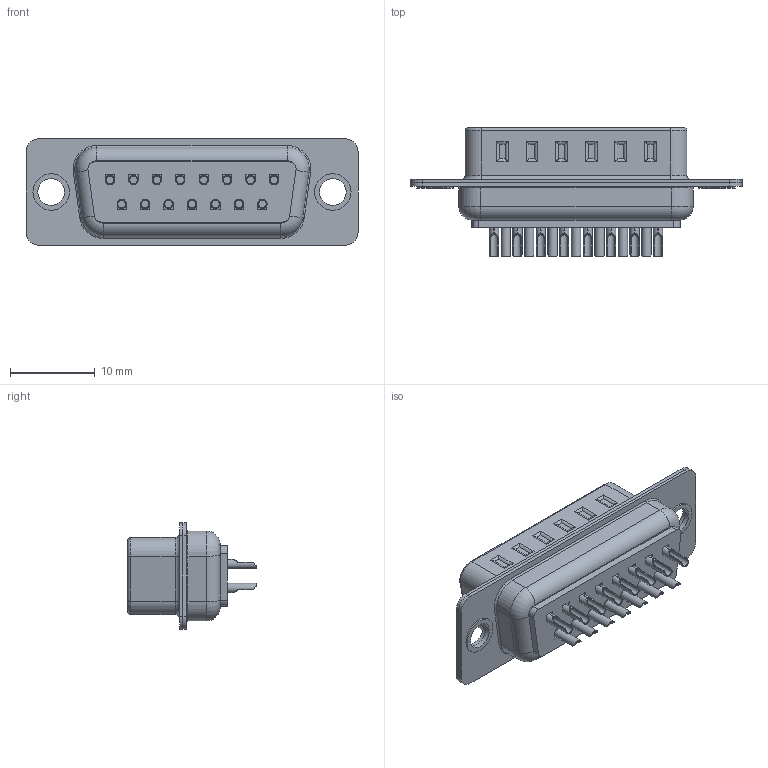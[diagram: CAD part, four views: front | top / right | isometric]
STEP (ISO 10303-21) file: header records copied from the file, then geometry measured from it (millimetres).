
FILE_DESCRIPTION(/* description */ ('Unknown'),/* implementation_level */ '2;1');
FILE_NAME(/* name */ '61801524823',/* time_stamp */ '2022-12-08T15:16:07+01:00',/* author */ ('Unknown'),/* organization */ ('Unknown'),/* preprocessor_version */ 'ST-DEVELOPER v16.7',/* originating_system */ 'Solid Edge',/* authorisation */ 'Unknown');
FILE_SCHEMA (('AUTOMOTIVE_DESIGN {1 0 10303 214 3 1 1}'));
Length unit declared in the file: millimetre
Products named in the file (5): 6180xx24823; 6180xx24823.Pin; 61801524823; 61801524823_SHIELDING1; 61801524823_SHIELDING2
Assembly tree (18 placements, depth 2):
  6180xx24823
    6180xx24823.Pin  x15
    61801524823
    61801524823_SHIELDING1
    61801524823_SHIELDING2
Bounding box: 39.23 x 15.15 x 12.55 mm (x, y, z)
Volume: 1633.8 mm3; surface area: 4953.4 mm2
Topology: 33 solids, 33 shells, 1131 faces, 2908 edges, 1914 vertices
Faces by surface type: plane 642, cylinder 423, torus 66
Full cylindrical faces by diameter (mm): 1 x15, 1.75 x15, 3.15 x4, 4.3 x2
Entity records: 15191 total; most frequent: CARTESIAN_POINT 2687, DIRECTION 2557, ORIENTED_EDGE 2342, EDGE_CURVE 1171, AXIS2_PLACEMENT_3D 918, VERTEX_POINT 774, LINE 721, VECTOR 721
